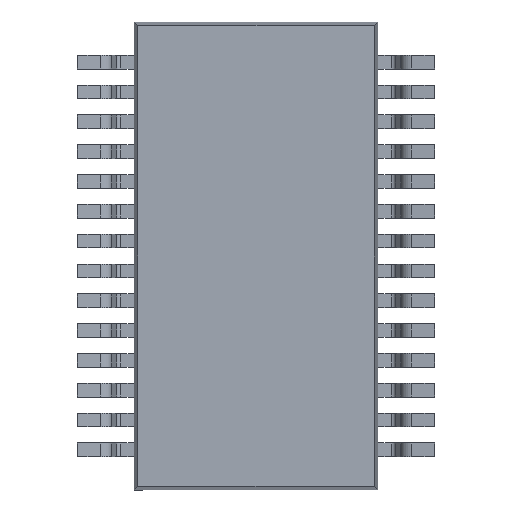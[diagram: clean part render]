
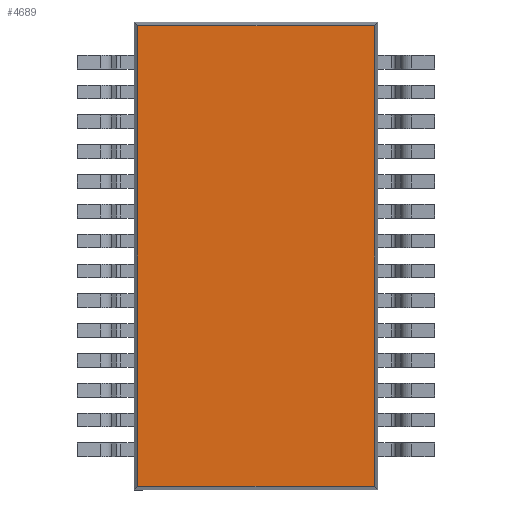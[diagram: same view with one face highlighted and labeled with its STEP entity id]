
A CAD part, front view. The second image highlights one B-rep face of the part: STEP entity #4689.
In plain terms, the highlighted planar face has unit normal (0, -1, 0).
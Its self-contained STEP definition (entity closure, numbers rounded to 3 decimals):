
#65 = VECTOR ( 'NONE', #6528, 1000. ) ;
#79 = DIRECTION ( 'NONE',  ( 0., 0., 1. ) ) ;
#138 = EDGE_LOOP ( 'NONE', ( #7891, #12004, #8532, #12571 ) ) ;
#269 = DIRECTION ( 'NONE',  ( 0., -1., 0. ) ) ;
#432 = DIRECTION ( 'NONE',  ( -1., 0., 0. ) ) ;
#563 = CARTESIAN_POINT ( 'NONE',  ( -2.65, 0.05, -5.022 ) ) ;
#564 = CARTESIAN_POINT ( 'NONE',  ( -2.572, 0.05, 5.1 ) ) ;
#1379 = CARTESIAN_POINT ( 'NONE',  ( 2.65, 0.05, 5.022 ) ) ;
#2062 = VECTOR ( 'NONE', #79, 1000. ) ;
#2247 = CARTESIAN_POINT ( 'NONE',  ( 0., 0.05, 0. ) ) ;
#2497 = DIRECTION ( 'NONE',  ( 1., 0., 0. ) ) ;
#2681 = LINE ( 'NONE', #4133, #2062 ) ;
#2915 = LINE ( 'NONE', #563, #8181 ) ;
#3688 = EDGE_CURVE ( 'NONE', #12437, #11801, #2681, .T. ) ;
#4078 = DIRECTION ( 'NONE',  ( 1., 0., 0. ) ) ;
#4133 = CARTESIAN_POINT ( 'NONE',  ( 2.572, 0.05, -5.1 ) ) ;
#4552 = VERTEX_POINT ( 'NONE', #6934 ) ;
#4689 = ADVANCED_FACE ( 'NONE', ( #8838 ), #10111, .T. ) ;
#6421 = AXIS2_PLACEMENT_3D ( 'NONE', #2247, #269, #4078 ) ;
#6528 = DIRECTION ( 'NONE',  ( 0., 0., -1. ) ) ;
#6881 = VERTEX_POINT ( 'NONE', #12378 ) ;
#6934 = CARTESIAN_POINT ( 'NONE',  ( -2.572, 0.05, 5.022 ) ) ;
#7891 = ORIENTED_EDGE ( 'NONE', *, *, #3688, .T. ) ;
#7922 = EDGE_CURVE ( 'NONE', #4552, #6881, #11507, .T. ) ;
#8036 = LINE ( 'NONE', #1379, #10184 ) ;
#8181 = VECTOR ( 'NONE', #2497, 1000. ) ;
#8532 = ORIENTED_EDGE ( 'NONE', *, *, #7922, .T. ) ;
#8838 = FACE_OUTER_BOUND ( 'NONE', #138, .T. ) ;
#9124 = CARTESIAN_POINT ( 'NONE',  ( 2.572, 0.05, -5.022 ) ) ;
#10111 = PLANE ( 'NONE',  #6421 ) ;
#10184 = VECTOR ( 'NONE', #432, 1000. ) ;
#10206 = EDGE_CURVE ( 'NONE', #11801, #4552, #8036, .T. ) ;
#10365 = EDGE_CURVE ( 'NONE', #6881, #12437, #2915, .T. ) ;
#11507 = LINE ( 'NONE', #564, #65 ) ;
#11801 = VERTEX_POINT ( 'NONE', #11920 ) ;
#11920 = CARTESIAN_POINT ( 'NONE',  ( 2.572, 0.05, 5.022 ) ) ;
#12004 = ORIENTED_EDGE ( 'NONE', *, *, #10206, .T. ) ;
#12378 = CARTESIAN_POINT ( 'NONE',  ( -2.572, 0.05, -5.022 ) ) ;
#12437 = VERTEX_POINT ( 'NONE', #9124 ) ;
#12571 = ORIENTED_EDGE ( 'NONE', *, *, #10365, .T. ) ;
